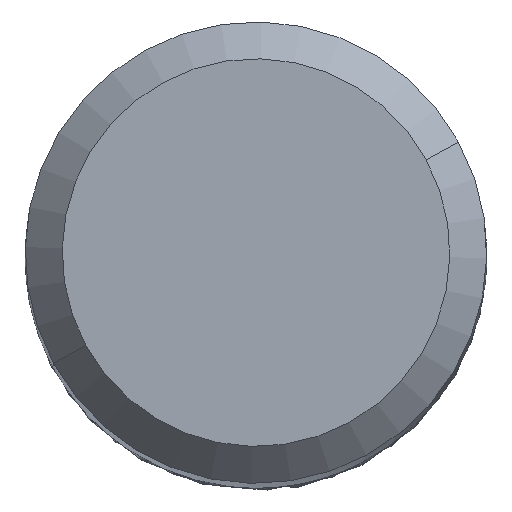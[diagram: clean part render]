
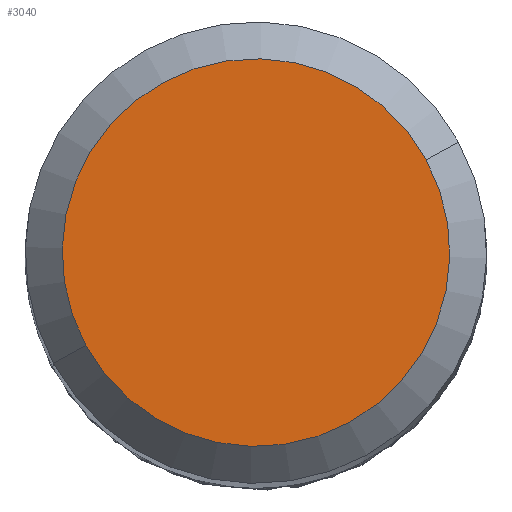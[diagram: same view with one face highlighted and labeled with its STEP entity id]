
A CAD part, top view. The second image highlights one B-rep face of the part: STEP entity #3040.
In plain terms, the highlighted planar face has unit normal (0, 0, 1).
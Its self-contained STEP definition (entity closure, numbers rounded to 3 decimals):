
#3002 = EDGE_CURVE('',#3003,#3005,#3007,.T.);
#3003 = VERTEX_POINT('',#3004);
#3004 = CARTESIAN_POINT('',(-1.843,-1.007,50.));
#3005 = VERTEX_POINT('',#3006);
#3006 = CARTESIAN_POINT('',(1.843,1.007,50.));
#3007 = CIRCLE('',#3008,2.1);
#3008 = AXIS2_PLACEMENT_3D('',#3009,#3010,#3011);
#3009 = CARTESIAN_POINT('',(0.,0.,50.));
#3010 = DIRECTION('',(0.,0.,-1.));
#3011 = DIRECTION('',(-1.,0.,-0.));
#3040 = ADVANCED_FACE('',(#3041),#3051,.T.);
#3041 = FACE_BOUND('',#3042,.T.);
#3042 = EDGE_LOOP('',(#3043,#3044));
#3043 = ORIENTED_EDGE('',*,*,#3002,.F.);
#3044 = ORIENTED_EDGE('',*,*,#3045,.T.);
#3045 = EDGE_CURVE('',#3003,#3005,#3046,.T.);
#3046 = CIRCLE('',#3047,2.1);
#3047 = AXIS2_PLACEMENT_3D('',#3048,#3049,#3050);
#3048 = CARTESIAN_POINT('',(0.,0.,50.));
#3049 = DIRECTION('',(0.,0.,1.));
#3050 = DIRECTION('',(1.,0.,-0.));
#3051 = PLANE('',#3052);
#3052 = AXIS2_PLACEMENT_3D('',#3053,#3054,#3055);
#3053 = CARTESIAN_POINT('',(2.1,0.,50.));
#3054 = DIRECTION('',(0.,0.,1.));
#3055 = DIRECTION('',(1.,0.,-0.));
